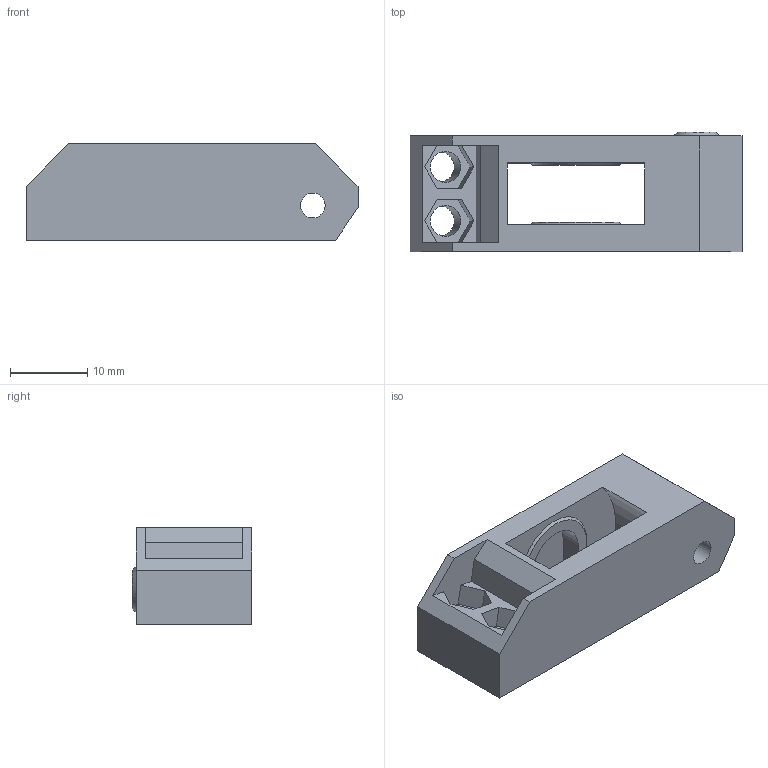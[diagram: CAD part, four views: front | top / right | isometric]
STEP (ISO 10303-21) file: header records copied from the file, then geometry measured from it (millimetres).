
FILE_DESCRIPTION(/* description */ (''),/* implementation_level */ '2;1');
FILE_NAME(/* name */ 'tightener.step',/* time_stamp */ '2017-03-23T07:45:11+01:00',/* author */ (''),/* organization */ (''),/* preprocessor_version */ 'ST-DEVELOPER v16.5',/* originating_system */ 'Autodesk Translation Framework v5.2.0.2920',/* authorisation */ '');
FILE_SCHEMA (('AUTOMOTIVE_DESIGN { 1 0 10303 214 3 1 1 }'));
Length unit declared in the file: millimetre
Products named in the file (1): tightener v6
Bounding box: 43 x 15.5 x 12.5 mm (x, y, z)
Volume: 4248.9 mm3; surface area: 3482.6 mm2
Topology: 1 solids, 1 shells, 61 faces, 173 edges, 115 vertices
Faces by surface type: plane 51, cylinder 7, cone 3
Full cylindrical faces by diameter (mm): 3.2 x1, 4 x2
Entity records: 1964 total; most frequent: CARTESIAN_POINT 340, ORIENTED_EDGE 332, DIRECTION 310, EDGE_CURVE 166, LINE 146, VECTOR 146, VERTEX_POINT 112, AXIS2_PLACEMENT_3D 82
